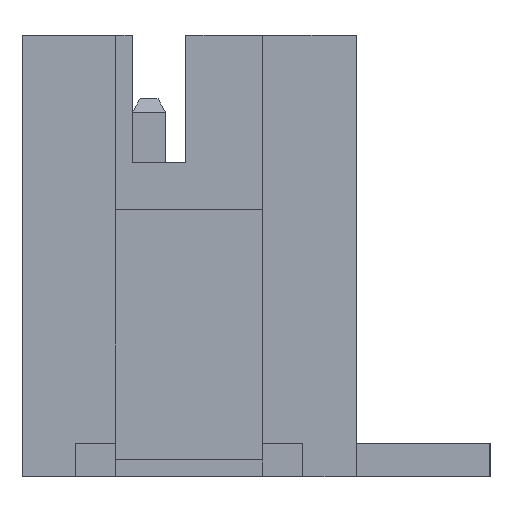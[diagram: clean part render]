
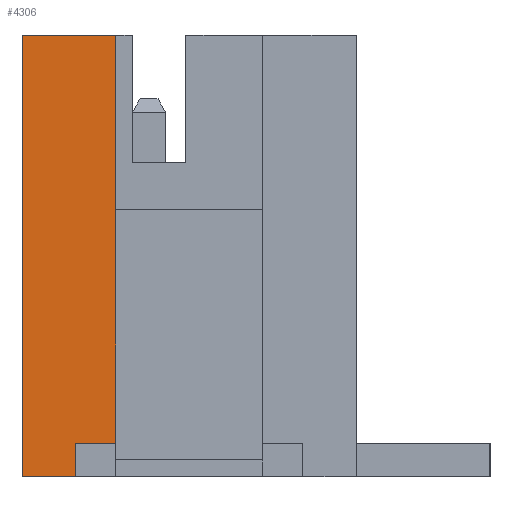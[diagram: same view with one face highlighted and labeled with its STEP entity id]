
A CAD part, left-side view. The second image highlights one B-rep face of the part: STEP entity #4306.
In plain terms, the highlighted planar face has unit normal (-1, 0, 0).
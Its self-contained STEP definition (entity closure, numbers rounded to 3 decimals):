
#2773=CARTESIAN_POINT('',(-10.975,-0.8,0.5));
#2774=VERTEX_POINT('',#2773);
#2781=CARTESIAN_POINT('',(-10.975,-0.8,-0.0));
#2782=VERTEX_POINT('',#2781);
#2783=CARTESIAN_POINT('',(-10.975,-0.8,0.25));
#2784=DIRECTION('',(0.0,0.,1.0));
#2785=VECTOR('',#2784,1.0);
#2786=LINE('',#2783,#2785);
#2787=EDGE_CURVE('n� 1801',#2782,#2774,#2786,.T.);
#3617=CARTESIAN_POINT('',(-10.975,-1.4,0.5));
#3618=VERTEX_POINT('',#3617);
#3625=CARTESIAN_POINT('',(-10.975,-2.5,0.5));
#3626=DIRECTION('',(0.0,1.0,0.));
#3627=VECTOR('',#3626,1.0);
#3628=LINE('',#3625,#3627);
#3629=EDGE_CURVE('n� 1148',#3618,#2774,#3628,.T.);
#3777=CARTESIAN_POINT('',(-10.975,-0.0,6.6));
#3778=VERTEX_POINT('',#3777);
#3785=CARTESIAN_POINT('',(-10.975,-1.4,6.6));
#3786=VERTEX_POINT('',#3785);
#3787=CARTESIAN_POINT('',(-10.975,-0.825,6.6));
#3788=DIRECTION('',(0.0,1.0,0.0));
#3789=VECTOR('',#3788,1.0);
#3790=LINE('',#3787,#3789);
#3791=EDGE_CURVE('n� 973',#3786,#3778,#3790,.T.);
#4054=CARTESIAN_POINT('',(-10.975,-0.0,-0.0));
#4055=VERTEX_POINT('',#4054);
#4056=CARTESIAN_POINT('',(-10.975,-3.5,-0.0));
#4057=DIRECTION('',(0.0,-1.0,-0.0));
#4058=VECTOR('',#4057,1.0);
#4059=LINE('',#4056,#4058);
#4060=EDGE_CURVE('n� 687',#4055,#2782,#4059,.T.);
#4124=CARTESIAN_POINT('',(-10.975,-0.0,3.3));
#4125=DIRECTION('',(0.0,0.0,-1.0));
#4126=VECTOR('',#4125,1.0);
#4127=LINE('',#4124,#4126);
#4128=EDGE_CURVE('n� 311',#3778,#4055,#4127,.T.);
#4288=ORIENTED_EDGE('',*,*,#4128,.T.);
#4289=ORIENTED_EDGE('',*,*,#4060,.T.);
#4290=ORIENTED_EDGE('',*,*,#2787,.T.);
#4291=ORIENTED_EDGE('',*,*,#3629,.F.);
#4292=CARTESIAN_POINT('',(-10.975,-1.4,3.55));
#4293=DIRECTION('',(0.0,-0.0,1.0));
#4294=VECTOR('',#4293,1.0);
#4295=LINE('',#4292,#4294);
#4296=EDGE_CURVE('n� 168',#3618,#3786,#4295,.T.);
#4297=ORIENTED_EDGE('',*,*,#4296,.T.);
#4298=ORIENTED_EDGE('',*,*,#3791,.T.);
#4299=EDGE_LOOP('',(#4288,#4289,#4290,#4291,#4297,#4298));
#4300=FACE_OUTER_BOUND('',#4299,.T.);
#4301=CARTESIAN_POINT('',(-10.975,-0.0,-0.0));
#4302=DIRECTION('',(-1.0,-0.0,0.0));
#4303=DIRECTION('',(0.0,-1.0,-0.0));
#4304=AXIS2_PLACEMENT_3D('',#4301,#4302,#4303);
#4305=PLANE('',#4304);
#4306=ADVANCED_FACE('n� 307',(#4300),#4305,.T.);
